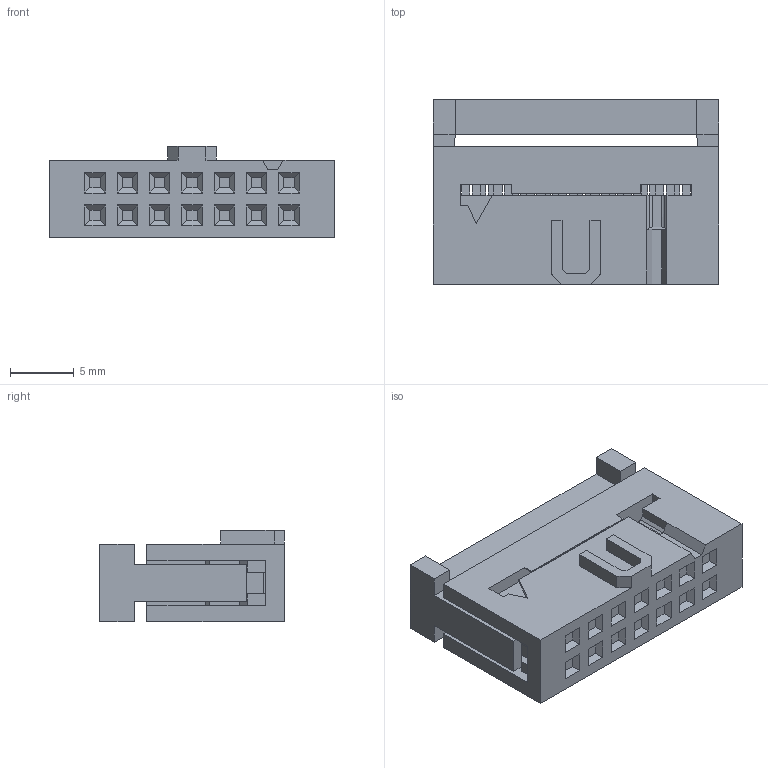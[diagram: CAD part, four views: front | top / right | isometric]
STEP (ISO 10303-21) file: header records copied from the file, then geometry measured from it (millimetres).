
FILE_DESCRIPTION(/* description */ (''),/* implementation_level */ '2;1');
FILE_NAME(/* name */ '100141383ugm000_b.stp',/* time_stamp */ '2016-03-31T11:26:15+02:00',/* author */ (''),/* organization */ (''),/* preprocessor_version */ 'ST-DEVELOPER v16',/* originating_system */ 'SIEMENS PLM Software NX 10.0',/* authorisation */ '');
FILE_SCHEMA (('AUTOMOTIVE_DESIGN { 1 0 10303 214 3 1 1 1 }'));
Length unit declared in the file: millimetre
Products named in the file (1): 100141383ugm000_b
Bounding box: 22.4 x 14.5 x 7.2 mm (x, y, z)
Volume: 1495.6 mm3; surface area: 1686.9 mm2
Topology: 1 solids, 1 shells, 311 faces, 873 edges, 570 vertices
Faces by surface type: plane 307, cylinder 4
Entity records: 10732 total; most frequent: CARTESIAN_POINT 1791, ORIENTED_EDGE 1746, DIRECTION 1493, EDGE_CURVE 873, LINE 853, VECTOR 853, VERTEX_POINT 570, EDGE_LOOP 385
